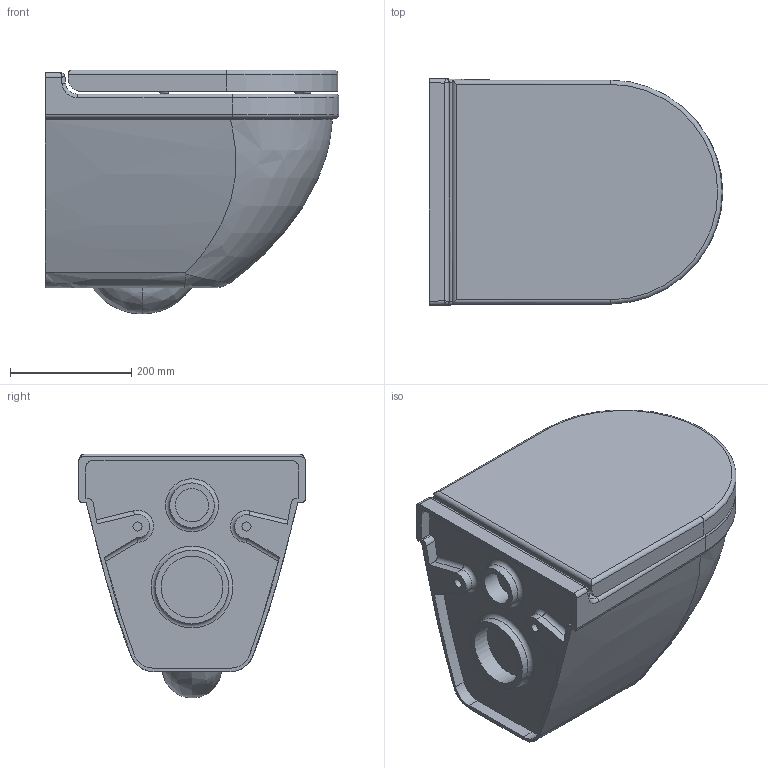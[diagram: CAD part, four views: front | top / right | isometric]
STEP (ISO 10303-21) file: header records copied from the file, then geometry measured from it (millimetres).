
FILE_DESCRIPTION((''),'2;1');
FILE_NAME('222709.stp','2012-01-10T14:10:29',('Administrator'),(''),'Autodesk Inventor 2011','Autodesk Inventor 2011','');
FILE_SCHEMA(('AUTOMOTIVE_DESIGN { 1 0 10303 214 1 1 1 1 }'));
Length unit declared in the file: millimetre
Products named in the file (3): 222709; Sitz_222709
Assembly tree (2 placements, depth 2):
  222709
    222709
    Sitz_222709
Bounding box: 485.03 x 375 x 403.07 mm (x, y, z)
Volume: 30062510.3 mm3; surface area: 1308251 mm2
Topology: 6 solids, 6 shells, 193 faces, 442 edges, 272 vertices
Faces by surface type: cylinder 67, plane 66, bspline 49, torus 11
Full cylindrical faces by diameter (mm): 15 x2, 20 x4, 55 x1, 73.7 x1, 102 x1, 121.096 x1
Entity records: 7594 total; most frequent: CARTESIAN_POINT 3405, ORIENTED_EDGE 846, DIRECTION 816, EDGE_CURVE 423, AXIS2_PLACEMENT_3D 322, VERTEX_POINT 271, EDGE_LOOP 224, FACE_OUTER_BOUND 193
